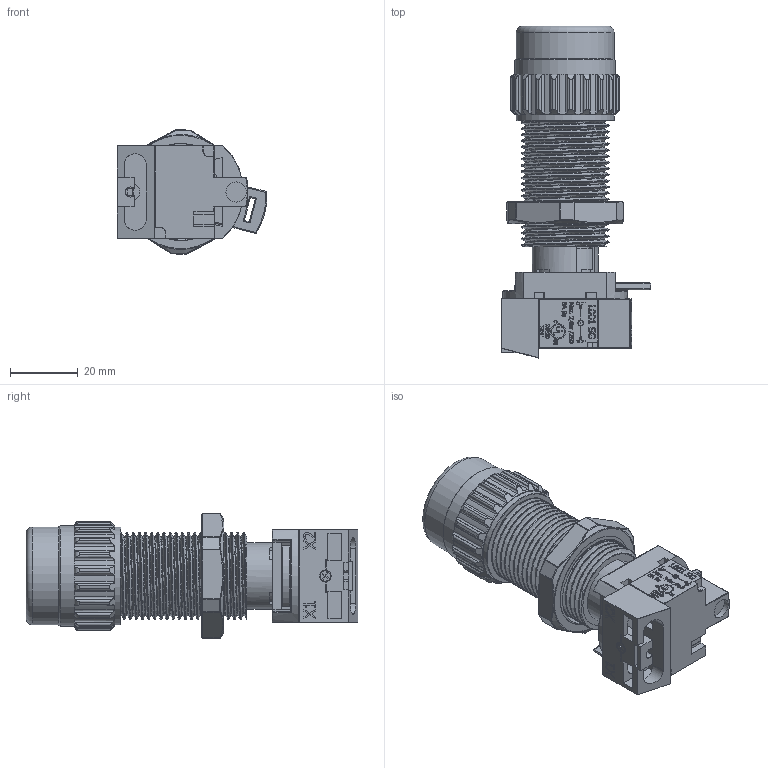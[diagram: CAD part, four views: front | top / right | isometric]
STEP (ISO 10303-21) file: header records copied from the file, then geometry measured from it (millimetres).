
FILE_DESCRIPTION(/* description */ (''),/* implementation_level */ '2;1');
FILE_NAME(/* name */ 'KIL_GZB3-G4.stp',/* time_stamp */ '2019-10-15T14:38:50-05:00',/* author */ ('kadelman'),/* organization */ (''),/* preprocessor_version */ 'ST-DEVELOPER v16.13',/* originating_system */ 'Autodesk Inventor 2018',/* authorisation */ '');
FILE_SCHEMA (('AUTOMOTIVE_DESIGN { 1 0 10303 214 3 1 1 }'));
Products named in the file (17): GZB3-G4; CORPO COOPER; ANEL 34NPSM; AR29 P VIDEO; ACOPLA L SG rev; 145; L001 UL; L001M UL; GAIOLA SG; GAIOLA PART 2; MOLDURA 3 NOVA; CANOPLAVM1_CPY_GRN; SGE-LEDXVD02; BASE LED; CAPA LED BOTAO LUMINOSO 24 GRN; 1000-101-GPF_GPD; PART. LED
Assembly tree (16 placements, depth 3):
  GZB3-G4
    CORPO COOPER
    ANEL 34NPSM
    AR29 P VIDEO
    ACOPLA L SG rev
    145
    L001 UL
      L001M UL
      GAIOLA SG
      GAIOLA PART 2
    MOLDURA 3 NOVA
    CANOPLAVM1_CPY_GRN
    SGE-LEDXVD02
      BASE LED
      CAPA LED BOTAO LUMINOSO 24 GRN
      1000-101-GPF_GPD
      PART. LED
Bounding box: 44.3 x 98.17 x 36.87 mm (x, y, z)
Volume: 45885.5 mm3; surface area: 49524.4 mm2
Topology: 22 solids, 22 shells, 1999 faces, 5302 edges, 3439 vertices
Faces by surface type: plane 898, bspline 520, cylinder 433, torus 88, sphere 34, cone 26
Full cylindrical faces by diameter (mm): 0.362 x2, 1.48 x1, 1.5 x1, 1.505 x1, 1.525 x1, 3 x1, 3.1 x2, 3.9 x1, 4.5 x2, 5.4 x3, 5.5 x1, 6 x1, 6.2 x1, 8 x1, 8.85 x1, 8.98 x1, 9 x1, 9.525 x1, 14.517 x2, 15 x1, 16 x2, 17.483 x2, 19.5 x1, 20 x1, 22 x1, 22.517 x2, 23 x1, 23.31 x2, 23.6 x1, 24.483 x1
Entity records: 113956 total; most frequent: CARTESIAN_POINT 65617, ORIENTED_EDGE 10334, DIRECTION 8137, EDGE_CURVE 5167, VERTEX_POINT 3399, AXIS2_PLACEMENT_3D 2743, LINE 2651, VECTOR 2651
